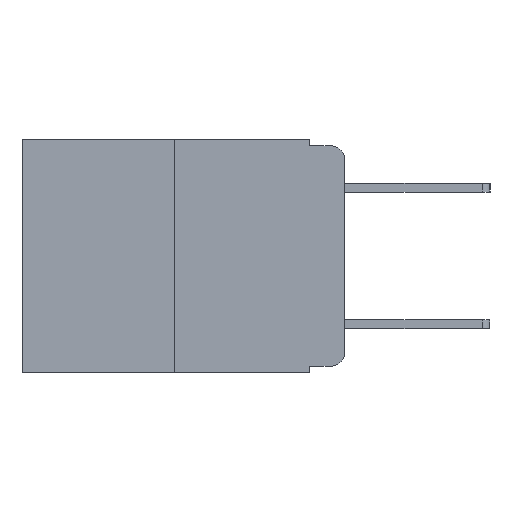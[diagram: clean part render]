
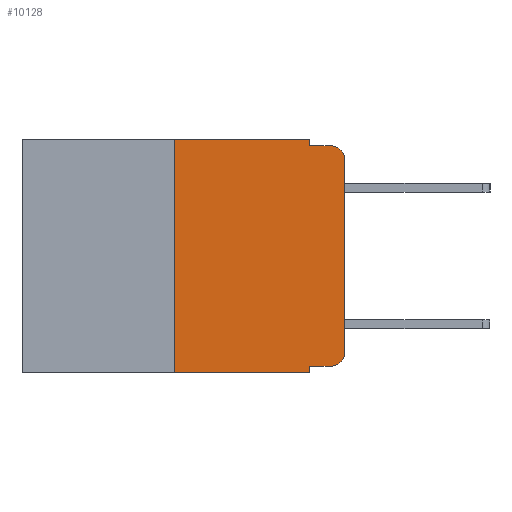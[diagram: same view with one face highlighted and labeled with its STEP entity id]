
A CAD part, left-side view. The second image highlights one B-rep face of the part: STEP entity #10128.
In plain terms, the highlighted planar face has unit normal (-1, 0, 0).
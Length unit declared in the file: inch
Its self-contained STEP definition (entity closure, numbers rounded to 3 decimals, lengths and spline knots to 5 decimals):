
#152 = CARTESIAN_POINT ( 'NONE',  ( 0., 0., -0.03 ) ) ;
#791 = CARTESIAN_POINT ( 'NONE',  ( 0., 0.473, 0. ) ) ;
#923 = VERTEX_POINT ( 'NONE', #6760 ) ;
#1073 = VERTEX_POINT ( 'NONE', #7923 ) ;
#1271 = CARTESIAN_POINT ( 'NONE',  ( 0., 0.051, 0. ) ) ;
#1381 = ORIENTED_EDGE ( 'NONE', *, *, #4410, .F. ) ;
#1682 = CARTESIAN_POINT ( 'NONE',  ( 0., 0.473, 0. ) ) ;
#1687 = CIRCLE ( 'NONE', #12635, 0.02 ) ;
#1766 = ORIENTED_EDGE ( 'NONE', *, *, #4431, .F. ) ;
#2038 = DIRECTION ( 'NONE',  ( 1., 0., 0. ) ) ;
#2076 = VERTEX_POINT ( 'NONE', #9882 ) ;
#2083 = LINE ( 'NONE', #9117, #10470 ) ;
#2156 = ORIENTED_EDGE ( 'NONE', *, *, #4436, .T. ) ;
#2298 = AXIS2_PLACEMENT_3D ( 'NONE', #791, #2038, #9762 ) ;
#2456 = VECTOR ( 'NONE', #2516, 39.37008 ) ;
#2516 = DIRECTION ( 'NONE',  ( 0., 0., -1. ) ) ;
#2615 = VERTEX_POINT ( 'NONE', #6708 ) ;
#2864 = VECTOR ( 'NONE', #7056, 39.37008 ) ;
#3644 = CARTESIAN_POINT ( 'NONE',  ( 0., 0., 0. ) ) ;
#3751 = EDGE_CURVE ( 'NONE', #1073, #13501, #11046, .T. ) ;
#4112 = EDGE_CURVE ( 'NONE', #7211, #7317, #4544, .T. ) ;
#4123 = VERTEX_POINT ( 'NONE', #5313 ) ;
#4388 = EDGE_CURVE ( 'NONE', #2076, #10523, #6622, .T. ) ;
#4391 = EDGE_CURVE ( 'NONE', #10523, #4123, #9038, .T. ) ;
#4410 = EDGE_CURVE ( 'NONE', #6490, #4123, #13597, .T. ) ;
#4413 = EDGE_CURVE ( 'NONE', #13501, #6490, #5955, .T. ) ;
#4431 = EDGE_CURVE ( 'NONE', #7211, #1073, #11091, .T. ) ;
#4433 = EDGE_CURVE ( 'NONE', #923, #7317, #5631, .T. ) ;
#4436 = EDGE_CURVE ( 'NONE', #923, #2615, #2083, .T. ) ;
#4458 = EDGE_CURVE ( 'NONE', #2615, #2076, #1687, .T. ) ;
#4544 = LINE ( 'NONE', #11471, #7031 ) ;
#4893 = CARTESIAN_POINT ( 'NONE',  ( 0., 0.02, -0.03 ) ) ;
#4981 = CARTESIAN_POINT ( 'NONE',  ( 0., 0.051, 0. ) ) ;
#5022 = ORIENTED_EDGE ( 'NONE', *, *, #4112, .T. ) ;
#5286 = VECTOR ( 'NONE', #6047, 39.37008 ) ;
#5313 = CARTESIAN_POINT ( 'NONE',  ( 0., 0.02, -0.01 ) ) ;
#5351 = ORIENTED_EDGE ( 'NONE', *, *, #4458, .T. ) ;
#5631 = LINE ( 'NONE', #4981, #5286 ) ;
#5955 = LINE ( 'NONE', #1271, #2456 ) ;
#5956 = DIRECTION ( 'NONE',  ( 0., 0., -1. ) ) ;
#5998 = CARTESIAN_POINT ( 'NONE',  ( 0., 0.25, 0. ) ) ;
#6047 = DIRECTION ( 'NONE',  ( 0., 0., -1. ) ) ;
#6135 = CARTESIAN_POINT ( 'NONE',  ( 0., 0.02, -0.313 ) ) ;
#6285 = VECTOR ( 'NONE', #13868, 39.37008 ) ;
#6490 = VERTEX_POINT ( 'NONE', #10273 ) ;
#6622 = LINE ( 'NONE', #3644, #6285 ) ;
#6708 = CARTESIAN_POINT ( 'NONE',  ( 0., 0.02, -0.333 ) ) ;
#6760 = CARTESIAN_POINT ( 'NONE',  ( 0., 0.051, -0.333 ) ) ;
#7031 = VECTOR ( 'NONE', #13296, 39.37008 ) ;
#7056 = DIRECTION ( 'NONE',  ( 0., -1., 0. ) ) ;
#7188 = DIRECTION ( 'NONE',  ( 0., 0., -1. ) ) ;
#7211 = VERTEX_POINT ( 'NONE', #11089 ) ;
#7289 = AXIS2_PLACEMENT_3D ( 'NONE', #4893, #12034, #5956 ) ;
#7317 = VERTEX_POINT ( 'NONE', #12168 ) ;
#7501 = ORIENTED_EDGE ( 'NONE', *, *, #4413, .F. ) ;
#7699 = PLANE ( 'NONE',  #2298 ) ;
#7923 = CARTESIAN_POINT ( 'NONE',  ( 0., 0.25, 0. ) ) ;
#8444 = DIRECTION ( 'NONE',  ( 0., -1., 0. ) ) ;
#9038 = CIRCLE ( 'NONE', #7289, 0.02 ) ;
#9117 = CARTESIAN_POINT ( 'NONE',  ( 0., 0.051, -0.333 ) ) ;
#9723 = DIRECTION ( 'NONE',  ( 0., -1., 0. ) ) ;
#9762 = DIRECTION ( 'NONE',  ( 0., 0., -1. ) ) ;
#9882 = CARTESIAN_POINT ( 'NONE',  ( 0., 0., -0.313 ) ) ;
#10128 = ADVANCED_FACE ( 'NONE', ( #12469 ), #7699, .F. ) ;
#10152 = DIRECTION ( 'NONE',  ( 0., 0., 1. ) ) ;
#10216 = ORIENTED_EDGE ( 'NONE', *, *, #3751, .F. ) ;
#10273 = CARTESIAN_POINT ( 'NONE',  ( 0., 0.051, -0.01 ) ) ;
#10470 = VECTOR ( 'NONE', #9723, 39.37008 ) ;
#10523 = VERTEX_POINT ( 'NONE', #152 ) ;
#10530 = ORIENTED_EDGE ( 'NONE', *, *, #4433, .F. ) ;
#10797 = VECTOR ( 'NONE', #10152, 39.37008 ) ;
#11046 = LINE ( 'NONE', #1682, #11351 ) ;
#11089 = CARTESIAN_POINT ( 'NONE',  ( 0., 0.25, -0.343 ) ) ;
#11091 = LINE ( 'NONE', #5998, #10797 ) ;
#11351 = VECTOR ( 'NONE', #8444, 39.37008 ) ;
#11471 = CARTESIAN_POINT ( 'NONE',  ( 0., 0.473, -0.343 ) ) ;
#11748 = EDGE_LOOP ( 'NONE', ( #12193, #12477, #1381, #7501, #10216, #1766, #5022, #10530, #2156, #5351 ) ) ;
#12034 = DIRECTION ( 'NONE',  ( -1., 0., 0. ) ) ;
#12168 = CARTESIAN_POINT ( 'NONE',  ( 0., 0.051, -0.343 ) ) ;
#12193 = ORIENTED_EDGE ( 'NONE', *, *, #4388, .T. ) ;
#12469 = FACE_OUTER_BOUND ( 'NONE', #11748, .T. ) ;
#12477 = ORIENTED_EDGE ( 'NONE', *, *, #4391, .T. ) ;
#12488 = CARTESIAN_POINT ( 'NONE',  ( 0., 0.051, 0. ) ) ;
#12635 = AXIS2_PLACEMENT_3D ( 'NONE', #6135, #13124, #7188 ) ;
#13003 = CARTESIAN_POINT ( 'NONE',  ( 0., 0.051, -0.01 ) ) ;
#13124 = DIRECTION ( 'NONE',  ( -1., 0., 0. ) ) ;
#13296 = DIRECTION ( 'NONE',  ( 0., -1., 0. ) ) ;
#13501 = VERTEX_POINT ( 'NONE', #12488 ) ;
#13597 = LINE ( 'NONE', #13003, #2864 ) ;
#13868 = DIRECTION ( 'NONE',  ( 0., 0., 1. ) ) ;
